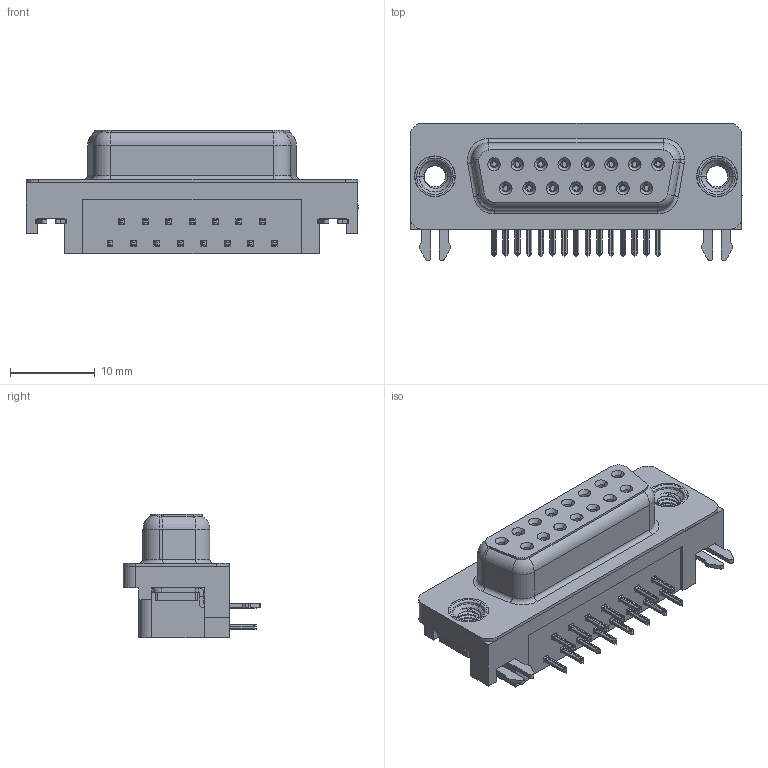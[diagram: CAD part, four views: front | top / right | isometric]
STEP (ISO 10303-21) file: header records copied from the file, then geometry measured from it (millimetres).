
FILE_DESCRIPTION (( 'STEP AP203' ), '1' );
FILE_NAME ('624-015-661-035.STEP', '2018-11-06T19:51:19', ( '' ), ( '' ), 'SwSTEP 2.0', 'SolidWorks 2016', '' );
FILE_SCHEMA (( 'CONFIG_CONTROL_DESIGN' ));
Length unit declared in the file: millimetre
Products named in the file (7): 624 Socket Bottom; 624 Contact Top; 624 2 Prong Board Lock; 624 M3 Threaded Rivet; 624-015-661-035; 624 Housing_15 Socket; 624 Shell_15 Socket
Assembly tree (21 placements, depth 2):
  624-015-661-035
    624 Housing_15 Socket
    624 Shell_15 Socket
    624 Socket Bottom  x7
    624 Contact Top  x8
    624 2 Prong Board Lock  x2
    624 M3 Threaded Rivet  x2
Bounding box: 39.22 x 16.25 x 14.6 mm (x, y, z)
Volume: 4078.2 mm3; surface area: 5859.5 mm2
Topology: 21 solids, 21 shells, 2377 faces, 6270 edges, 3954 vertices
Faces by surface type: plane 1030, cylinder 603, bspline 518, cone 188, torus 38
Entity records: 26005 total; most frequent: CARTESIAN_POINT 8618, ORIENTED_EDGE 3520, DIRECTION 3122, EDGE_CURVE 1760, VERTEX_POINT 1123, LINE 1080, VECTOR 1080, AXIS2_PLACEMENT_3D 1021
